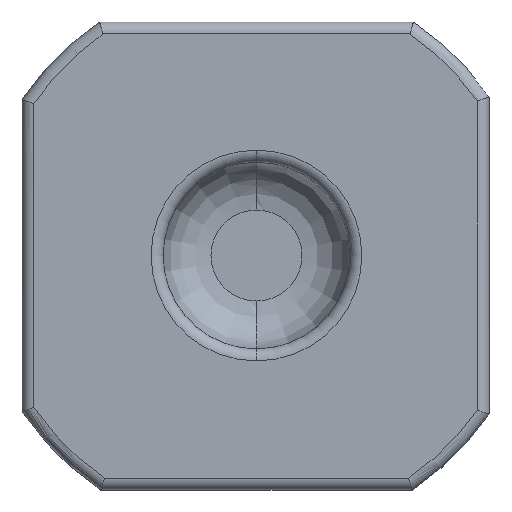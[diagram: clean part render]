
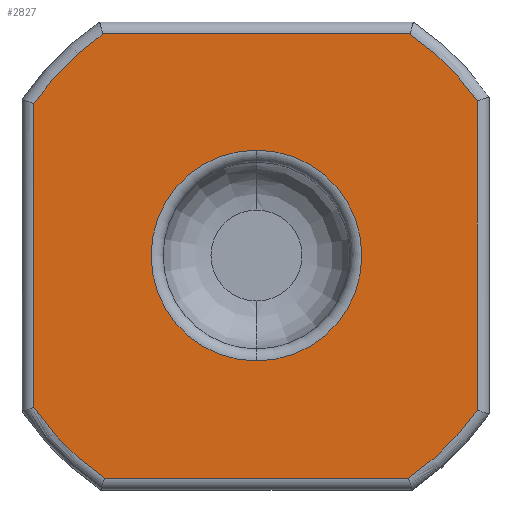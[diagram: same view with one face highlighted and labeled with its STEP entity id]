
A CAD part, left-side view. The second image highlights one B-rep face of the part: STEP entity #2827.
In plain terms, the highlighted planar face has unit normal (-1, 0, 0).
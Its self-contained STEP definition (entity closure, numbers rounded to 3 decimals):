
#1665 = EDGE_CURVE('',#1666,#1668,#1670,.T.);
#1666 = VERTEX_POINT('',#1667);
#1667 = CARTESIAN_POINT('',(-3.481,0.04,
    3.633));
#1668 = VERTEX_POINT('',#1669);
#1669 = CARTESIAN_POINT('',(-3.481,0.04,
    1.398));
#1670 = CIRCLE('',#1671,1.118);
#1671 = AXIS2_PLACEMENT_3D('',#1672,#1673,#1674);
#1672 = CARTESIAN_POINT('',(-3.481,0.04,
    2.515));
#1673 = DIRECTION('',(-1.,0.,0.));
#1674 = DIRECTION('',(0.,0.,1.));
#2814 = EDGE_CURVE('',#1668,#1666,#2815,.T.);
#2815 = CIRCLE('',#2816,1.118);
#2816 = AXIS2_PLACEMENT_3D('',#2817,#2818,#2819);
#2817 = CARTESIAN_POINT('',(-3.481,0.04,
    2.515));
#2818 = DIRECTION('',(-1.,0.,0.));
#2819 = DIRECTION('',(0.,0.,1.));
#2827 = ADVANCED_FACE('',(#2828,#2898),#2902,.T.);
#2828 = FACE_BOUND('',#2829,.T.);
#2829 = EDGE_LOOP('',(#2830,#2840,#2849,#2857,#2866,#2874,#2883,#2891));
#2830 = ORIENTED_EDGE('',*,*,#2831,.T.);
#2831 = EDGE_CURVE('',#2832,#2834,#2836,.T.);
#2832 = VERTEX_POINT('',#2833);
#2833 = CARTESIAN_POINT('',(-3.481,1.652,
    0.156));
#2834 = VERTEX_POINT('',#2835);
#2835 = CARTESIAN_POINT('',(-3.481,-1.572,
    0.156));
#2836 = LINE('',#2837,#2838);
#2837 = CARTESIAN_POINT('',(-3.481,-1.611,
    0.156));
#2838 = VECTOR('',#2839,1.);
#2839 = DIRECTION('',(0.,-1.,-0.));
#2840 = ORIENTED_EDGE('',*,*,#2841,.T.);
#2841 = EDGE_CURVE('',#2834,#2842,#2844,.T.);
#2842 = VERTEX_POINT('',#2843);
#2843 = CARTESIAN_POINT('',(-3.481,-2.3,
    0.875));
#2844 = CIRCLE('',#2845,2.858);
#2845 = AXIS2_PLACEMENT_3D('',#2846,#2847,#2848);
#2846 = CARTESIAN_POINT('',(-3.481,0.04,
    2.515));
#2847 = DIRECTION('',(-1.,0.,0.));
#2848 = DIRECTION('',(0.,0.,1.));
#2849 = ORIENTED_EDGE('',*,*,#2850,.T.);
#2850 = EDGE_CURVE('',#2842,#2851,#2853,.T.);
#2851 = VERTEX_POINT('',#2852);
#2852 = CARTESIAN_POINT('',(-3.481,-2.3,
    4.156));
#2853 = LINE('',#2854,#2855);
#2854 = CARTESIAN_POINT('',(-3.481,-2.3,
    4.195));
#2855 = VECTOR('',#2856,1.);
#2856 = DIRECTION('',(0.,0.,1.));
#2857 = ORIENTED_EDGE('',*,*,#2858,.T.);
#2858 = EDGE_CURVE('',#2851,#2859,#2861,.T.);
#2859 = VERTEX_POINT('',#2860);
#2860 = CARTESIAN_POINT('',(-3.481,-1.587,
    4.865));
#2861 = CIRCLE('',#2862,2.858);
#2862 = AXIS2_PLACEMENT_3D('',#2863,#2864,#2865);
#2863 = CARTESIAN_POINT('',(-3.481,0.04,
    2.515));
#2864 = DIRECTION('',(-1.,0.,0.));
#2865 = DIRECTION('',(0.,0.,1.));
#2866 = ORIENTED_EDGE('',*,*,#2867,.T.);
#2867 = EDGE_CURVE('',#2859,#2868,#2870,.T.);
#2868 = VERTEX_POINT('',#2869);
#2869 = CARTESIAN_POINT('',(-3.481,1.666,4.865
    ));
#2870 = LINE('',#2871,#2872);
#2871 = CARTESIAN_POINT('',(-3.481,1.705,4.865
    ));
#2872 = VECTOR('',#2873,1.);
#2873 = DIRECTION('',(0.,1.,0.));
#2874 = ORIENTED_EDGE('',*,*,#2875,.T.);
#2875 = EDGE_CURVE('',#2868,#2876,#2878,.T.);
#2876 = VERTEX_POINT('',#2877);
#2877 = CARTESIAN_POINT('',(-3.481,2.399,
    4.128));
#2878 = CIRCLE('',#2879,2.858);
#2879 = AXIS2_PLACEMENT_3D('',#2880,#2881,#2882);
#2880 = CARTESIAN_POINT('',(-3.481,0.04,
    2.515));
#2881 = DIRECTION('',(-1.,0.,0.));
#2882 = DIRECTION('',(0.,0.,1.));
#2883 = ORIENTED_EDGE('',*,*,#2884,.T.);
#2884 = EDGE_CURVE('',#2876,#2885,#2887,.T.);
#2885 = VERTEX_POINT('',#2886);
#2886 = CARTESIAN_POINT('',(-3.481,2.399,
    0.903));
#2887 = LINE('',#2888,#2889);
#2888 = CARTESIAN_POINT('',(-3.481,2.399,0.864
    ));
#2889 = VECTOR('',#2890,1.);
#2890 = DIRECTION('',(0.,-0.,-1.));
#2891 = ORIENTED_EDGE('',*,*,#2892,.T.);
#2892 = EDGE_CURVE('',#2885,#2832,#2893,.T.);
#2893 = CIRCLE('',#2894,2.858);
#2894 = AXIS2_PLACEMENT_3D('',#2895,#2896,#2897);
#2895 = CARTESIAN_POINT('',(-3.481,0.04,
    2.515));
#2896 = DIRECTION('',(-1.,0.,0.));
#2897 = DIRECTION('',(0.,0.,1.));
#2898 = FACE_BOUND('',#2899,.T.);
#2899 = EDGE_LOOP('',(#2900,#2901));
#2900 = ORIENTED_EDGE('',*,*,#1665,.F.);
#2901 = ORIENTED_EDGE('',*,*,#2814,.F.);
#2902 = PLANE('',#2903);
#2903 = AXIS2_PLACEMENT_3D('',#2904,#2905,#2906);
#2904 = CARTESIAN_POINT('',(-3.481,0.04,
    2.515));
#2905 = DIRECTION('',(-1.,0.,0.));
#2906 = DIRECTION('',(0.,0.,1.));
